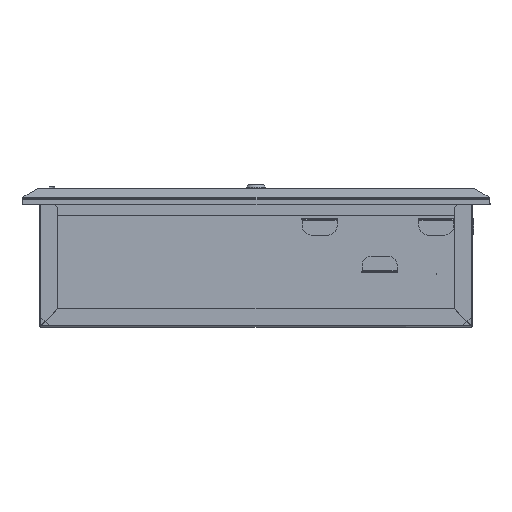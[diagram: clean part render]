
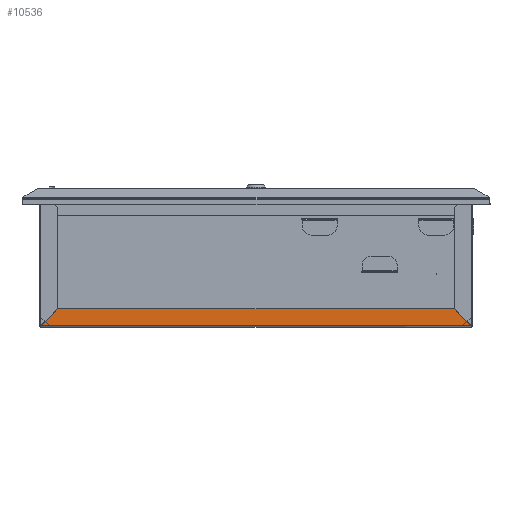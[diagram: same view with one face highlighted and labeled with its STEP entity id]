
A CAD part, left-side view. The second image highlights one B-rep face of the part: STEP entity #10536.
In plain terms, the highlighted planar face has unit normal (-1, 0, 0).
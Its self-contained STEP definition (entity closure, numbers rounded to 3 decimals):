
#428 = EDGE_CURVE ( 'NONE', #16768, #2713, #12485, .T. ) ;
#2713 = VERTEX_POINT ( 'NONE', #16895 ) ;
#3083 = CARTESIAN_POINT ( 'NONE',  ( -1.7, 498.123, 1. ) ) ;
#4114 = DIRECTION ( 'NONE',  ( 0., -0.707, 0.707 ) ) ;
#4368 = DIRECTION ( 'NONE',  ( 0., 1., 0. ) ) ;
#6766 = DIRECTION ( 'NONE',  ( 0., -0.707, -0.707 ) ) ;
#6862 = ORIENTED_EDGE ( 'NONE', *, *, #428, .F. ) ;
#7521 = CARTESIAN_POINT ( 'NONE',  ( -1.7, 0., 0. ) ) ;
#10536 = ADVANCED_FACE ( 'NONE', ( #21608 ), #30804, .F. ) ;
#10539 = LINE ( 'NONE', #15364, #32851 ) ;
#11091 = CARTESIAN_POINT ( 'NONE',  ( -1.7, 1.877, 1. ) ) ;
#12485 = LINE ( 'NONE', #36120, #28023 ) ;
#12613 = LINE ( 'NONE', #28377, #13533 ) ;
#13533 = VECTOR ( 'NONE', #31294, 1000. ) ;
#14138 = ORIENTED_EDGE ( 'NONE', *, *, #29902, .F. ) ;
#14698 = LINE ( 'NONE', #21800, #30225 ) ;
#15364 = CARTESIAN_POINT ( 'NONE',  ( -1.7, 353.042, 352.165 ) ) ;
#16244 = DIRECTION ( 'NONE',  ( 0., 0., -1. ) ) ;
#16768 = VERTEX_POINT ( 'NONE', #3083 ) ;
#16895 = CARTESIAN_POINT ( 'NONE',  ( -1.7, 478.823, 20.3 ) ) ;
#17151 = VERTEX_POINT ( 'NONE', #11091 ) ;
#17733 = CARTESIAN_POINT ( 'NONE',  ( -1.7, 21.177, 20.3 ) ) ;
#17921 = EDGE_CURVE ( 'NONE', #17151, #16768, #14698, .T. ) ;
#19687 = ORIENTED_EDGE ( 'NONE', *, *, #17921, .F. ) ;
#21608 = FACE_OUTER_BOUND ( 'NONE', #27784, .T. ) ;
#21800 = CARTESIAN_POINT ( 'NONE',  ( -1.7, 498.3, 1. ) ) ;
#21826 = AXIS2_PLACEMENT_3D ( 'NONE', #7521, #33752, #16244 ) ;
#24586 = ORIENTED_EDGE ( 'NONE', *, *, #26741, .F. ) ;
#26741 = EDGE_CURVE ( 'NONE', #2713, #33073, #12613, .T. ) ;
#27784 = EDGE_LOOP ( 'NONE', ( #14138, #24586, #6862, #19687 ) ) ;
#28023 = VECTOR ( 'NONE', #4114, 1000. ) ;
#28377 = CARTESIAN_POINT ( 'NONE',  ( -1.7, 498.3, 20.3 ) ) ;
#29902 = EDGE_CURVE ( 'NONE', #33073, #17151, #10539, .T. ) ;
#30225 = VECTOR ( 'NONE', #4368, 1000. ) ;
#30804 = PLANE ( 'NONE',  #21826 ) ;
#31294 = DIRECTION ( 'NONE',  ( 0., -1., 0. ) ) ;
#32851 = VECTOR ( 'NONE', #6766, 1000. ) ;
#33073 = VERTEX_POINT ( 'NONE', #17733 ) ;
#33752 = DIRECTION ( 'NONE',  ( 1., 0., 0. ) ) ;
#36120 = CARTESIAN_POINT ( 'NONE',  ( -1.7, 498.123, 1. ) ) ;
